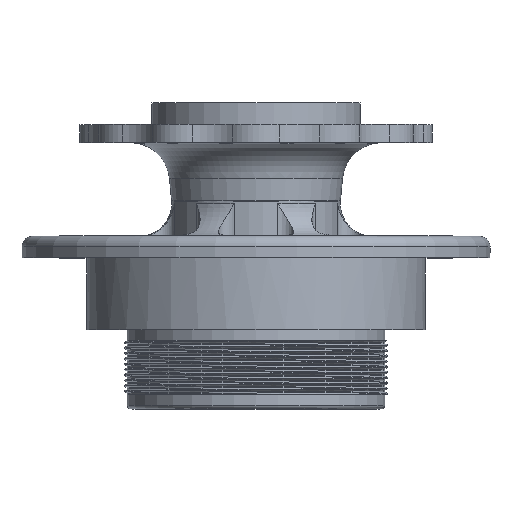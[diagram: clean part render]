
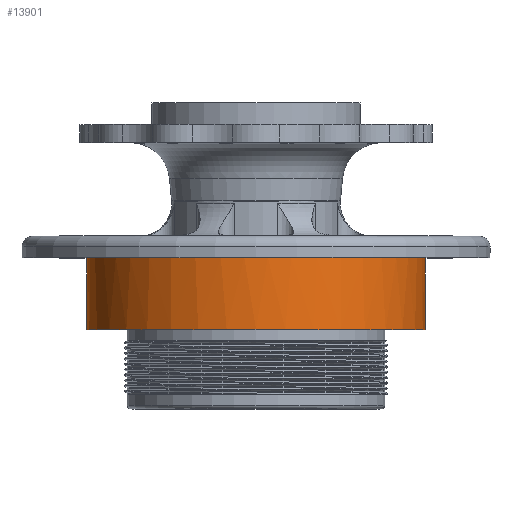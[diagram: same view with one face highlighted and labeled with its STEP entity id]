
A CAD part, top view. The second image highlights one B-rep face of the part: STEP entity #13901.
In plain terms, the highlighted cylindrical face has radius 47 mm (diameter 94 mm), a partial arc.
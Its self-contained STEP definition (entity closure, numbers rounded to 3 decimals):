
#1446 = CARTESIAN_POINT ( 'NONE',  ( -9.772, -18.583, 45.973 ) ) ;
#1506 = VERTEX_POINT ( 'NONE', #30128 ) ;
#1642 = AXIS2_PLACEMENT_3D ( 'NONE', #15909, #13712, #18410 ) ;
#2157 = DIRECTION ( 'NONE',  ( 0., 1., 0. ) ) ;
#2239 = ORIENTED_EDGE ( 'NONE', *, *, #27885, .F. ) ;
#2311 = DIRECTION ( 'NONE',  ( -1., 0., 0. ) ) ;
#2861 = DIRECTION ( 'NONE',  ( 0., 1., 0. ) ) ;
#2876 = VECTOR ( 'NONE', #18562, 1000. ) ;
#2935 = CIRCLE ( 'NONE', #6942, 47. ) ;
#3767 = EDGE_CURVE ( 'NONE', #20394, #12537, #22297, .T. ) ;
#4410 = ORIENTED_EDGE ( 'NONE', *, *, #10535, .F. ) ;
#5175 = CIRCLE ( 'NONE', #1642, 47. ) ;
#5397 = ORIENTED_EDGE ( 'NONE', *, *, #9026, .T. ) ;
#5819 = CARTESIAN_POINT ( 'NONE',  ( -34.928, -18.583, 31.449 ) ) ;
#5869 = CIRCLE ( 'NONE', #27365, 47. ) ;
#6526 = CARTESIAN_POINT ( 'NONE',  ( 44.7, -18.583, 14.524 ) ) ;
#6756 = DIRECTION ( 'NONE',  ( -1., 0., 0. ) ) ;
#6804 = ORIENTED_EDGE ( 'NONE', *, *, #3767, .F. ) ;
#6813 = CARTESIAN_POINT ( 'NONE',  ( 47., 926.028, 0. ) ) ;
#6942 = AXIS2_PLACEMENT_3D ( 'NONE', #9115, #30097, #6756 ) ;
#7349 = VERTEX_POINT ( 'NONE', #5819 ) ;
#7954 = AXIS2_PLACEMENT_3D ( 'NONE', #24000, #17124, #11801 ) ;
#8253 = DIRECTION ( 'NONE',  ( -1., 0., 0. ) ) ;
#8470 = CIRCLE ( 'NONE', #7954, 47. ) ;
#8569 = CARTESIAN_POINT ( 'NONE',  ( 0., -18.583, 0. ) ) ;
#9007 = VERTEX_POINT ( 'NONE', #28423 ) ;
#9026 = EDGE_CURVE ( 'NONE', #14537, #1506, #25460, .T. ) ;
#9115 = CARTESIAN_POINT ( 'NONE',  ( 0., -38.583, 0. ) ) ;
#9171 = DIRECTION ( 'NONE',  ( 0., 1., 0. ) ) ;
#9373 = DIRECTION ( 'NONE',  ( 0., 1., 0. ) ) ;
#9627 = VERTEX_POINT ( 'NONE', #1446 ) ;
#9662 = AXIS2_PLACEMENT_3D ( 'NONE', #13696, #30434, #23232 ) ;
#9882 = CIRCLE ( 'NONE', #20386, 47. ) ;
#10535 = EDGE_CURVE ( 'NONE', #20946, #7349, #5175, .T. ) ;
#10772 = DIRECTION ( 'NONE',  ( 0., 1., 0. ) ) ;
#10992 = ORIENTED_EDGE ( 'NONE', *, *, #15921, .F. ) ;
#11404 = VERTEX_POINT ( 'NONE', #20887 ) ;
#11426 = FACE_OUTER_BOUND ( 'NONE', #17802, .T. ) ;
#11737 = ORIENTED_EDGE ( 'NONE', *, *, #20096, .T. ) ;
#11801 = DIRECTION ( 'NONE',  ( -1., 0., 0. ) ) ;
#12410 = CARTESIAN_POINT ( 'NONE',  ( -47., 926.028, 0. ) ) ;
#12537 = VERTEX_POINT ( 'NONE', #22991 ) ;
#12708 = DIRECTION ( 'NONE',  ( -1., 0., 0. ) ) ;
#12749 = CARTESIAN_POINT ( 'NONE',  ( 0., -18.583, 0. ) ) ;
#12894 = EDGE_CURVE ( 'NONE', #11404, #9007, #28094, .T. ) ;
#12964 = CIRCLE ( 'NONE', #15952, 47. ) ;
#13696 = CARTESIAN_POINT ( 'NONE',  ( 0., -18.583, 0. ) ) ;
#13712 = DIRECTION ( 'NONE',  ( 0., 1., 0. ) ) ;
#13901 = ADVANCED_FACE ( 'NONE', ( #11426 ), #20982, .T. ) ;
#14098 = CARTESIAN_POINT ( 'NONE',  ( 0., -18.583, 0. ) ) ;
#14425 = AXIS2_PLACEMENT_3D ( 'NONE', #15971, #9373, #18784 ) ;
#14537 = VERTEX_POINT ( 'NONE', #24937 ) ;
#15659 = CIRCLE ( 'NONE', #9662, 47. ) ;
#15804 = VECTOR ( 'NONE', #9171, 1000. ) ;
#15909 = CARTESIAN_POINT ( 'NONE',  ( 0., -18.583, 0. ) ) ;
#15921 = EDGE_CURVE ( 'NONE', #7349, #9627, #12964, .T. ) ;
#15952 = AXIS2_PLACEMENT_3D ( 'NONE', #8569, #10772, #8253 ) ;
#15971 = CARTESIAN_POINT ( 'NONE',  ( 0., 926.028, 0. ) ) ;
#16459 = EDGE_CURVE ( 'NONE', #12537, #23529, #8470, .T. ) ;
#17124 = DIRECTION ( 'NONE',  ( 0., 1., 0. ) ) ;
#17684 = ORIENTED_EDGE ( 'NONE', *, *, #12894, .F. ) ;
#17802 = EDGE_LOOP ( 'NONE', ( #11737, #5397, #25104, #20039, #6804, #21082, #10992, #4410, #2239, #17684 ) ) ;
#18410 = DIRECTION ( 'NONE',  ( -1., 0., 0. ) ) ;
#18562 = DIRECTION ( 'NONE',  ( 0., 1., 0. ) ) ;
#18784 = DIRECTION ( 'NONE',  ( -1., 0., 0. ) ) ;
#18991 = CARTESIAN_POINT ( 'NONE',  ( 9.772, -18.583, 45.973 ) ) ;
#19907 = DIRECTION ( 'NONE',  ( 0., 1., 0. ) ) ;
#20039 = ORIENTED_EDGE ( 'NONE', *, *, #16459, .F. ) ;
#20096 = EDGE_CURVE ( 'NONE', #11404, #14537, #2935, .T. ) ;
#20386 = AXIS2_PLACEMENT_3D ( 'NONE', #12749, #2861, #24791 ) ;
#20394 = VERTEX_POINT ( 'NONE', #18991 ) ;
#20887 = CARTESIAN_POINT ( 'NONE',  ( -47., -38.583, 0. ) ) ;
#20946 = VERTEX_POINT ( 'NONE', #22817 ) ;
#20982 = CYLINDRICAL_SURFACE ( 'NONE', #14425, 47. ) ;
#21082 = ORIENTED_EDGE ( 'NONE', *, *, #22906, .F. ) ;
#22297 = CIRCLE ( 'NONE', #30293, 47. ) ;
#22555 = CARTESIAN_POINT ( 'NONE',  ( 0., -18.583, 0. ) ) ;
#22817 = CARTESIAN_POINT ( 'NONE',  ( -44.7, -18.583, 14.524 ) ) ;
#22906 = EDGE_CURVE ( 'NONE', #9627, #20394, #5869, .T. ) ;
#22991 = CARTESIAN_POINT ( 'NONE',  ( 34.928, -18.583, 31.449 ) ) ;
#23232 = DIRECTION ( 'NONE',  ( -1., 0., 0. ) ) ;
#23529 = VERTEX_POINT ( 'NONE', #6526 ) ;
#24000 = CARTESIAN_POINT ( 'NONE',  ( 0., -18.583, 0. ) ) ;
#24791 = DIRECTION ( 'NONE',  ( -1., 0., 0. ) ) ;
#24937 = CARTESIAN_POINT ( 'NONE',  ( 47., -38.583, 0. ) ) ;
#25104 = ORIENTED_EDGE ( 'NONE', *, *, #30075, .F. ) ;
#25460 = LINE ( 'NONE', #6813, #15804 ) ;
#27365 = AXIS2_PLACEMENT_3D ( 'NONE', #22555, #19907, #12708 ) ;
#27885 = EDGE_CURVE ( 'NONE', #9007, #20946, #15659, .T. ) ;
#28094 = LINE ( 'NONE', #12410, #2876 ) ;
#28423 = CARTESIAN_POINT ( 'NONE',  ( -47., -18.583, 0. ) ) ;
#30075 = EDGE_CURVE ( 'NONE', #23529, #1506, #9882, .T. ) ;
#30097 = DIRECTION ( 'NONE',  ( 0., 1., 0. ) ) ;
#30128 = CARTESIAN_POINT ( 'NONE',  ( 47., -18.583, 0. ) ) ;
#30293 = AXIS2_PLACEMENT_3D ( 'NONE', #14098, #2157, #2311 ) ;
#30434 = DIRECTION ( 'NONE',  ( 0., 1., 0. ) ) ;
